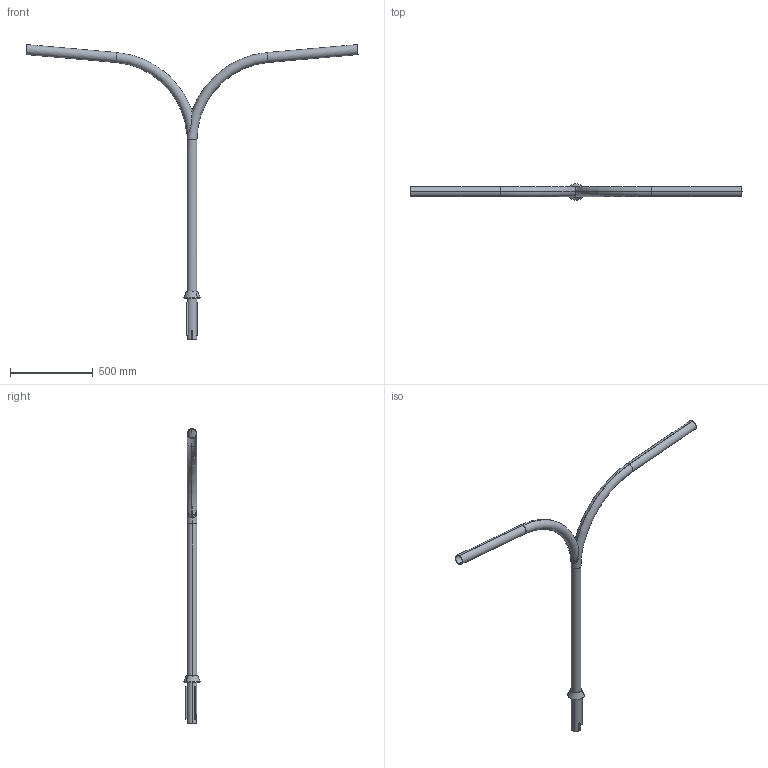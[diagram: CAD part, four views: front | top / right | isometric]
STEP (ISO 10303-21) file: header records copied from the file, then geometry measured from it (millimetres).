
FILE_DESCRIPTION (( 'STEP AP214' ), '1' );
FILE_NAME ('130500KXXX T110BO 4608256 T-OLAKEVARSI_3D.step', '2022-05-28T14:38:26', ( '' ), ( '' ), 'SwSTEP 2.0', 'SolidWorks 2021', '' );
FILE_SCHEMA (( 'AUTOMOTIVE_DESIGN' ));
Length unit declared in the file: millimetre
Products named in the file (5): SOVITERENGAS OLAKEVARSI_SOVITERENGAS D60-D89; OLAKE T-VARREN LYHYEMPI AIHIO_T110BO; OLAKEVARREN LATTA_LATTA 3X9,5X200; 130500KXXX T110BO 4608256 T-OLAKEVARSI_3D; OLAKE T-VARREN PIDEMPI AIHIO_T110BO
Assembly tree (6 placements, depth 2):
  130500KXXX T110BO 4608256 T-OLAKEVARSI_3D
    OLAKE T-VARREN PIDEMPI AIHIO_T110BO
    OLAKE T-VARREN LYHYEMPI AIHIO_T110BO
    SOVITERENGAS OLAKEVARSI_SOVITERENGAS D60-D89
    OLAKEVARREN LATTA_LATTA 3X9,5X200  x3
Bounding box: 2005.26 x 100 x 1780.04 mm (x, y, z)
Volume: 1956037.6 mm3; surface area: 1357906.5 mm2
Topology: 6 solids, 6 shells, 73 faces, 163 edges, 98 vertices
Faces by surface type: plane 27, cylinder 20, torus 11, cone 10, bspline 5
Entity records: 4410 total; most frequent: CARTESIAN_POINT 2821, DIRECTION 316, ORIENTED_EDGE 278, EDGE_CURVE 139, AXIS2_PLACEMENT_3D 129, VERTEX_POINT 82, EDGE_LOOP 65, CIRCLE 64
